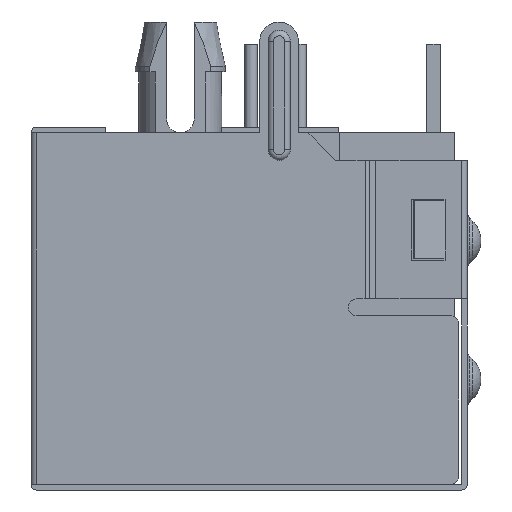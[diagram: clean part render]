
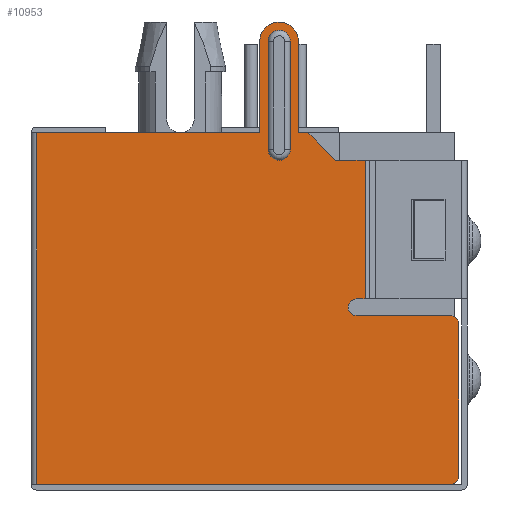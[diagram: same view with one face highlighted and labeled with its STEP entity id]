
A CAD part, left-side view. The second image highlights one B-rep face of the part: STEP entity #10953.
In plain terms, the highlighted planar face has unit normal (-1, 0, 0).
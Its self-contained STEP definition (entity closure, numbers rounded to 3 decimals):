
#531=DIRECTION('',(0.,1.,0.));
#532=VECTOR('',#531,8.06);
#533=CARTESIAN_POINT('',(-8.2,-8.06,-0.2));
#534=LINE('',#533,#532);
#2947=DIRECTION('',(0.,1.,0.));
#2948=VECTOR('',#2947,0.317);
#2949=CARTESIAN_POINT('',(-8.2,-11.867,-6.2));
#2950=LINE('',#2949,#2948);
#3103=DIRECTION('',(0.,0.,-1.));
#3104=VECTOR('',#3103,3.9);
#3105=CARTESIAN_POINT('',(-8.2,-8.36,3.1));
#3106=LINE('',#3105,#3104);
#3107=CARTESIAN_POINT('',(-8.2,-8.76,-0.8));
#3108=DIRECTION('',(-1.,0.,0.));
#3109=DIRECTION('',(0.,1.,0.));
#3110=AXIS2_PLACEMENT_3D('',#3107,#3108,#3109);
#3112=DIRECTION('',(0.,0.,1.));
#3113=VECTOR('',#3112,3.9);
#3114=CARTESIAN_POINT('',(-8.2,-9.16,-0.8));
#3115=LINE('',#3114,#3113);
#3116=CARTESIAN_POINT('',(-8.2,-8.76,3.1));
#3117=DIRECTION('',(-1.,0.,0.));
#3118=DIRECTION('',(0.,-1.,0.));
#3119=AXIS2_PLACEMENT_3D('',#3116,#3117,#3118);
#3121=DIRECTION('',(0.,0.,1.));
#3122=VECTOR('',#3121,12.7);
#3123=CARTESIAN_POINT('',(-8.2,0.,-12.9));
#3124=LINE('',#3123,#3122);
#3125=DIRECTION('',(0.,0.,1.));
#3126=VECTOR('',#3125,3.3);
#3127=CARTESIAN_POINT('',(-8.2,-8.06,-0.2));
#3128=LINE('',#3127,#3126);
#3129=CARTESIAN_POINT('',(-8.2,-8.76,3.1));
#3130=DIRECTION('',(1.,0.,0.));
#3131=DIRECTION('',(0.,1.,0.));
#3132=AXIS2_PLACEMENT_3D('',#3129,#3130,#3131);
#3134=DIRECTION('',(0.,0.,-1.));
#3135=VECTOR('',#3134,3.3);
#3136=CARTESIAN_POINT('',(-8.2,-9.46,3.1));
#3137=LINE('',#3136,#3135);
#3138=DIRECTION('',(0.,-1.,0.));
#3139=VECTOR('',#3138,0.34);
#3140=CARTESIAN_POINT('',(-8.2,-9.46,-0.2));
#3141=LINE('',#3140,#3139);
#3142=DIRECTION('',(0.,-0.707,-0.707));
#3143=VECTOR('',#3142,1.414);
#3144=CARTESIAN_POINT('',(-8.2,-9.8,-0.2));
#3145=LINE('',#3144,#3143);
#3146=DIRECTION('',(0.,-1.,0.));
#3147=VECTOR('',#3146,1.067);
#3148=CARTESIAN_POINT('',(-8.2,-10.8,-1.2));
#3149=LINE('',#3148,#3147);
#3150=DIRECTION('',(0.,0.,-1.));
#3151=VECTOR('',#3150,5.);
#3152=CARTESIAN_POINT('',(-8.2,-11.867,-1.2));
#3153=LINE('',#3152,#3151);
#3154=CARTESIAN_POINT('',(-8.2,-11.55,-6.5));
#3155=DIRECTION('',(-1.,0.,0.));
#3156=DIRECTION('',(0.,0.,1.));
#3157=AXIS2_PLACEMENT_3D('',#3154,#3155,#3156);
#3159=DIRECTION('',(0.,-1.,0.));
#3160=VECTOR('',#3159,3.4);
#3161=CARTESIAN_POINT('',(-8.2,-11.55,-6.8));
#3162=LINE('',#3161,#3160);
#3163=CARTESIAN_POINT('',(-8.2,-14.95,-7.1));
#3164=DIRECTION('',(1.,0.,0.));
#3165=DIRECTION('',(0.,0.,1.));
#3166=AXIS2_PLACEMENT_3D('',#3163,#3164,#3165);
#3168=DIRECTION('',(0.,0.,-1.));
#3169=VECTOR('',#3168,5.5);
#3170=CARTESIAN_POINT('',(-8.2,-15.25,-7.1));
#3171=LINE('',#3170,#3169);
#3172=CARTESIAN_POINT('',(-8.2,-14.95,-12.6));
#3173=DIRECTION('',(1.,0.,0.));
#3174=DIRECTION('',(0.,-1.,0.));
#3175=AXIS2_PLACEMENT_3D('',#3172,#3173,#3174);
#3220=DIRECTION('',(0.,-1.,0.));
#3221=VECTOR('',#3220,14.95);
#3222=CARTESIAN_POINT('',(-8.2,0.,-12.9));
#3223=LINE('',#3222,#3221);
#5695=CARTESIAN_POINT('',(-8.2,-11.55,-6.8));
#5696=CARTESIAN_POINT('',(-8.2,-14.95,-6.8));
#5697=VERTEX_POINT('',#5695);
#5698=VERTEX_POINT('',#5696);
#5699=CARTESIAN_POINT('',(-8.2,-15.25,-7.1));
#5700=VERTEX_POINT('',#5699);
#5701=CARTESIAN_POINT('',(-8.2,-15.25,-12.6));
#5702=VERTEX_POINT('',#5701);
#5703=CARTESIAN_POINT('',(-8.2,-14.95,-12.9));
#5704=VERTEX_POINT('',#5703);
#5705=CARTESIAN_POINT('',(-8.2,-8.06,-0.2));
#5706=CARTESIAN_POINT('',(-8.2,-8.06,3.1));
#5707=VERTEX_POINT('',#5705);
#5708=VERTEX_POINT('',#5706);
#5709=CARTESIAN_POINT('',(-8.2,-9.46,3.1));
#5710=VERTEX_POINT('',#5709);
#5711=CARTESIAN_POINT('',(-8.2,-9.46,-0.2));
#5712=VERTEX_POINT('',#5711);
#5713=CARTESIAN_POINT('',(-8.2,-9.8,-0.2));
#5714=VERTEX_POINT('',#5713);
#5715=CARTESIAN_POINT('',(-8.2,-10.8,-1.2));
#5716=VERTEX_POINT('',#5715);
#5745=CARTESIAN_POINT('',(-8.2,-8.36,3.1));
#5746=CARTESIAN_POINT('',(-8.2,-8.36,-0.8));
#5747=VERTEX_POINT('',#5745);
#5748=VERTEX_POINT('',#5746);
#5751=CARTESIAN_POINT('',(-8.2,-9.16,-0.8));
#5752=VERTEX_POINT('',#5751);
#5755=CARTESIAN_POINT('',(-8.2,-9.16,3.1));
#5756=VERTEX_POINT('',#5755);
#5899=CARTESIAN_POINT('',(-8.2,-11.867,-1.2));
#5900=VERTEX_POINT('',#5899);
#5921=CARTESIAN_POINT('',(-8.2,-11.867,-6.2));
#5922=VERTEX_POINT('',#5921);
#5941=CARTESIAN_POINT('',(-8.2,-11.55,-6.2));
#5942=VERTEX_POINT('',#5941);
#5986=CARTESIAN_POINT('',(-8.2,0.,-0.2));
#5988=VERTEX_POINT('',#5986);
#5989=CARTESIAN_POINT('',(-8.2,0.,-12.9));
#5990=VERTEX_POINT('',#5989);
#10908=CARTESIAN_POINT('',(-8.2,0.,-12.9));
#10909=DIRECTION('',(-1.,0.,0.));
#10910=DIRECTION('',(0.,0.,1.));
#10911=AXIS2_PLACEMENT_3D('',#10908,#10909,#10910);
#10912=PLANE('',#10911);
#10914=ORIENTED_EDGE('',*,*,#10913,.T.);
#10915=ORIENTED_EDGE('',*,*,#7201,.F.);
#10917=ORIENTED_EDGE('',*,*,#10916,.T.);
#10919=ORIENTED_EDGE('',*,*,#10918,.T.);
#10921=ORIENTED_EDGE('',*,*,#10920,.T.);
#10923=ORIENTED_EDGE('',*,*,#10922,.T.);
#10925=ORIENTED_EDGE('',*,*,#10924,.T.);
#10926=ORIENTED_EDGE('',*,*,#10817,.T.);
#10928=ORIENTED_EDGE('',*,*,#10927,.T.);
#10929=ORIENTED_EDGE('',*,*,#10776,.T.);
#10930=ORIENTED_EDGE('',*,*,#10748,.T.);
#10932=ORIENTED_EDGE('',*,*,#10931,.T.);
#10934=ORIENTED_EDGE('',*,*,#10933,.T.);
#10936=ORIENTED_EDGE('',*,*,#10935,.T.);
#10938=ORIENTED_EDGE('',*,*,#10937,.T.);
#10940=ORIENTED_EDGE('',*,*,#10939,.F.);
#10941=EDGE_LOOP('',(#10914,#10915,#10917,#10919,#10921,#10923,#10925,#10926,
#10928,#10929,#10930,#10932,#10934,#10936,#10938,#10940));
#10942=FACE_OUTER_BOUND('',#10941,.F.);
#10944=ORIENTED_EDGE('',*,*,#10943,.T.);
#10946=ORIENTED_EDGE('',*,*,#10945,.T.);
#10948=ORIENTED_EDGE('',*,*,#10947,.T.);
#10950=ORIENTED_EDGE('',*,*,#10949,.T.);
#10951=EDGE_LOOP('',(#10944,#10946,#10948,#10950));
#10952=FACE_BOUND('',#10951,.F.);
#3111=CIRCLE('',#3110,0.4);
#3120=CIRCLE('',#3119,0.4);
#3133=CIRCLE('',#3132,0.7);
#3158=CIRCLE('',#3157,0.3);
#3167=CIRCLE('',#3166,0.3);
#3176=CIRCLE('',#3175,0.3);
#7201=EDGE_CURVE('',#5707,#5988,#534,.T.);
#10748=EDGE_CURVE('',#5942,#5697,#3158,.T.);
#10776=EDGE_CURVE('',#5922,#5942,#2950,.T.);
#10817=EDGE_CURVE('',#5716,#5900,#3149,.T.);
#10913=EDGE_CURVE('',#5990,#5988,#3124,.T.);
#10916=EDGE_CURVE('',#5707,#5708,#3128,.T.);
#10918=EDGE_CURVE('',#5708,#5710,#3133,.T.);
#10920=EDGE_CURVE('',#5710,#5712,#3137,.T.);
#10922=EDGE_CURVE('',#5712,#5714,#3141,.T.);
#10924=EDGE_CURVE('',#5714,#5716,#3145,.T.);
#10927=EDGE_CURVE('',#5900,#5922,#3153,.T.);
#10931=EDGE_CURVE('',#5697,#5698,#3162,.T.);
#10933=EDGE_CURVE('',#5698,#5700,#3167,.T.);
#10935=EDGE_CURVE('',#5700,#5702,#3171,.T.);
#10937=EDGE_CURVE('',#5702,#5704,#3176,.T.);
#10939=EDGE_CURVE('',#5990,#5704,#3223,.T.);
#10943=EDGE_CURVE('',#5747,#5748,#3106,.T.);
#10945=EDGE_CURVE('',#5748,#5752,#3111,.T.);
#10947=EDGE_CURVE('',#5752,#5756,#3115,.T.);
#10949=EDGE_CURVE('',#5756,#5747,#3120,.T.);
#10953=ADVANCED_FACE('',(#10942,#10952),#10912,.T.);
